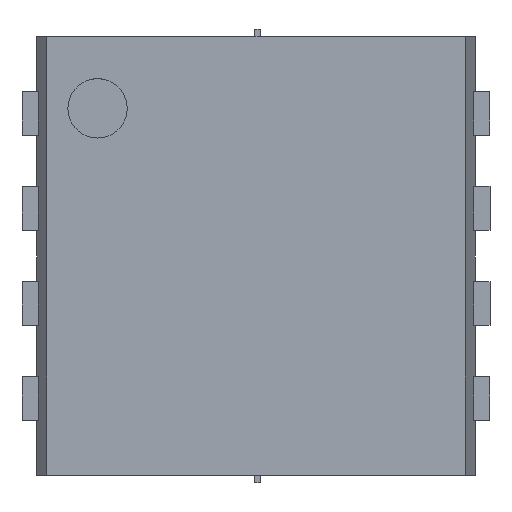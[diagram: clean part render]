
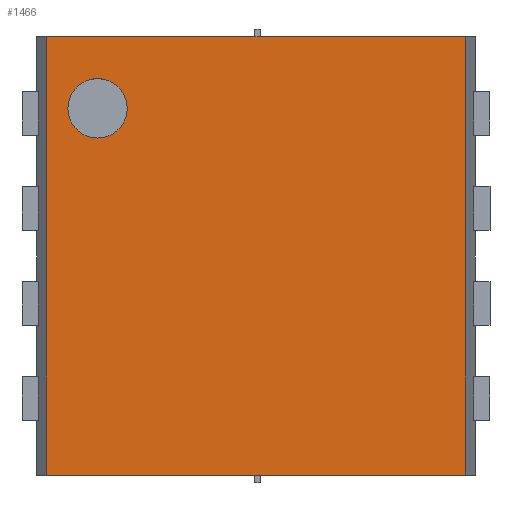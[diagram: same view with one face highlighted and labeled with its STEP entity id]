
A CAD part, top view. The second image highlights one B-rep face of the part: STEP entity #1466.
In plain terms, the highlighted planar face has unit normal (0, 0, 1).
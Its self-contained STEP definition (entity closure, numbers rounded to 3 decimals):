
#118=FACE_BOUND('',#279,.T.);
#120=PLANE('',#1678);
#199=FACE_OUTER_BOUND('',#278,.T.);
#278=EDGE_LOOP('',(#1077,#1078,#1079,#1080));
#279=EDGE_LOOP('',(#1081));
#357=LINE('',#2246,#550);
#358=LINE('',#2248,#551);
#359=LINE('',#2250,#552);
#360=LINE('',#2251,#553);
#550=VECTOR('',#1811,10.);
#551=VECTOR('',#1812,10.);
#552=VECTOR('',#1813,10.);
#553=VECTOR('',#1814,10.);
#742=CIRCLE('',#1675,0.203);
#745=VERTEX_POINT('',#2237);
#747=VERTEX_POINT('',#2244);
#748=VERTEX_POINT('',#2245);
#749=VERTEX_POINT('',#2247);
#750=VERTEX_POINT('',#2249);
#876=EDGE_CURVE('',#745,#745,#742,.T.);
#879=EDGE_CURVE('',#747,#748,#357,.F.);
#880=EDGE_CURVE('',#749,#747,#358,.T.);
#881=EDGE_CURVE('',#750,#749,#359,.T.);
#882=EDGE_CURVE('',#748,#750,#360,.T.);
#1077=ORIENTED_EDGE('',*,*,#879,.F.);
#1078=ORIENTED_EDGE('',*,*,#880,.F.);
#1079=ORIENTED_EDGE('',*,*,#881,.F.);
#1080=ORIENTED_EDGE('',*,*,#882,.F.);
#1081=ORIENTED_EDGE('',*,*,#876,.F.);
#1466=ADVANCED_FACE('',(#199,#118),#120,.T.);
#1675=AXIS2_PLACEMENT_3D('',#2238,#1802,#1803);
#1678=AXIS2_PLACEMENT_3D('',#2243,#1809,#1810);
#1802=DIRECTION('center_axis',(0.,0.,1.));
#1803=DIRECTION('ref_axis',(1.,0.,0.));
#1809=DIRECTION('center_axis',(0.,0.,1.));
#1810=DIRECTION('ref_axis',(1.,0.,0.));
#1811=DIRECTION('',(0.,-1.,0.));
#1812=DIRECTION('',(-1.,0.,0.));
#1813=DIRECTION('',(0.,-1.,0.));
#1814=DIRECTION('',(1.,0.,0.));
#2237=CARTESIAN_POINT('',(-1.056,3.522,0.81));
#2238=CARTESIAN_POINT('Origin',(-0.853,3.522,0.81));
#2243=CARTESIAN_POINT('Origin',(-1.395,0.964,0.81));
#2244=CARTESIAN_POINT('',(-1.2,1.014,0.81));
#2245=CARTESIAN_POINT('',(-1.2,4.014,0.81));
#2246=CARTESIAN_POINT('',(-1.2,0.964,0.81));
#2247=CARTESIAN_POINT('',(1.66,1.014,0.81));
#2248=CARTESIAN_POINT('',(-1.395,1.014,0.81));
#2249=CARTESIAN_POINT('',(1.66,4.014,0.81));
#2250=CARTESIAN_POINT('',(1.66,0.964,0.81));
#2251=CARTESIAN_POINT('',(-1.395,4.014,0.81));
